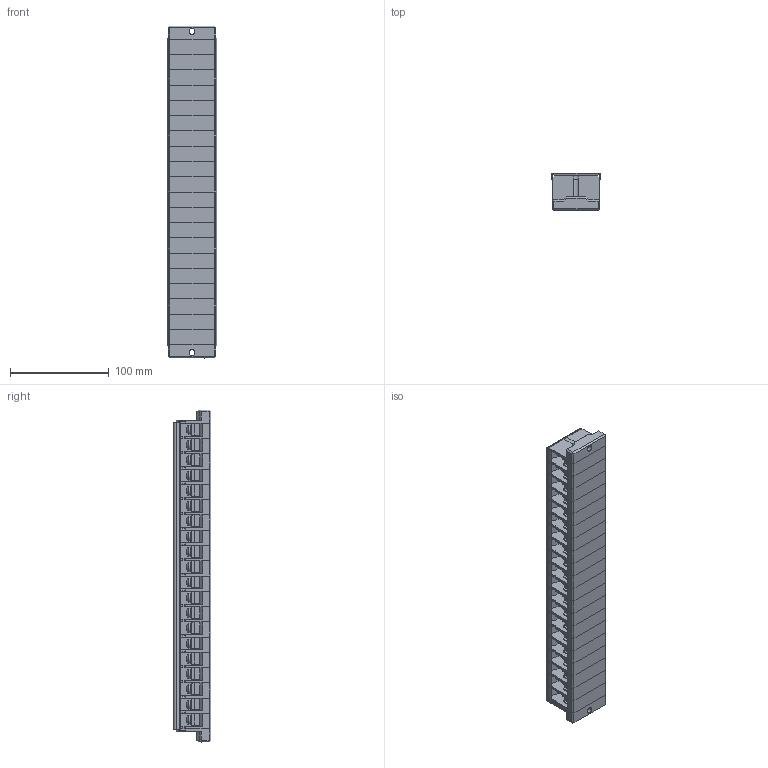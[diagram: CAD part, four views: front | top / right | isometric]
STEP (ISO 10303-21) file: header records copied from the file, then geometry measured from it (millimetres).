
FILE_DESCRIPTION (( 'STEP AP203' ), '1' );
FILE_NAME ('BTB50C20_rev0.0.STEP', '2021-10-20T00:15:58', ( '' ), ( '' ), 'SwSTEP 2.0', 'SolidWorks 2019', '' );
FILE_SCHEMA (( 'CONFIG_CONTROL_DESIGN' ));
Length unit declared in the file: millimetre
Products named in the file (5): TB50-30_蹬怮椔; BTB50C20_rev0.0; BTB50-END-BOARD_蹬怮椔; BTB50-TERM-CV-20_蹬怮椔; BTB50-BODY_蹬怮椔
Assembly tree (24 placements, depth 2):
  BTB50C20_rev0.0
    BTB50-BODY_蹬怮椔  x20
    BTB50-END-BOARD_蹬怮椔  x2
    TB50-30_蹬怮椔
    BTB50-TERM-CV-20_蹬怮椔
Bounding box: 50.6 x 38 x 337 mm (x, y, z)
Volume: 360415.7 mm3; surface area: 171531.7 mm2
Topology: 24 solids, 24 shells, 1599 faces, 4217 edges, 2746 vertices
Faces by surface type: plane 1236, cylinder 283, torus 80
Entity records: 5809 total; most frequent: CARTESIAN_POINT 839, DIRECTION 828, ORIENTED_EDGE 800, EDGE_CURVE 400, VECTOR 334, LINE 334, VERTEX_POINT 258, AXIS2_PLACEMENT_3D 247
